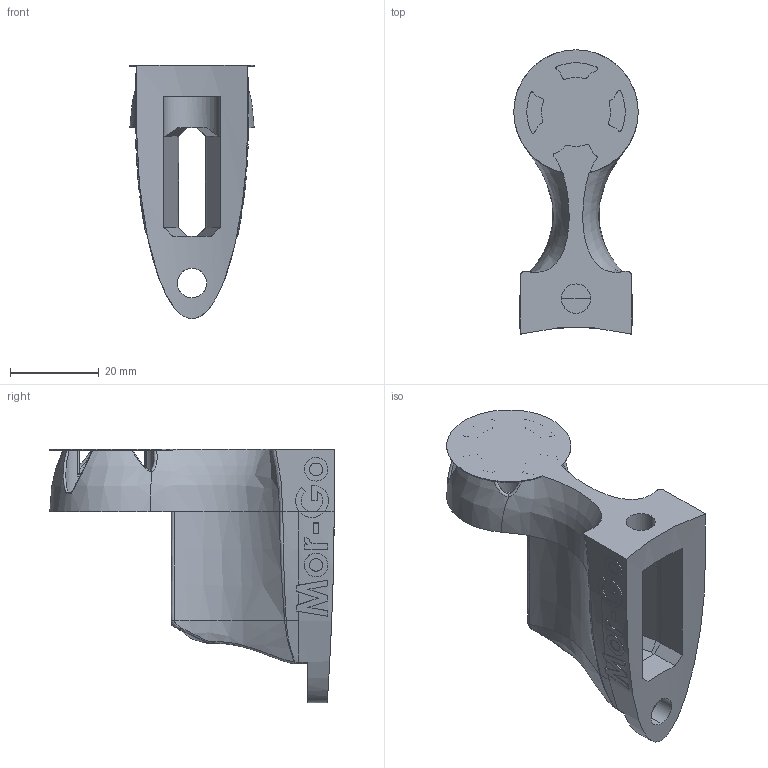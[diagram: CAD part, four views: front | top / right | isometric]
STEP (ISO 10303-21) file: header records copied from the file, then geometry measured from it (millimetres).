
FILE_DESCRIPTION (( 'STEP AP203' ), '1' );
FILE_NAME ('Mor-Go-Pylon-with-supports.STEP', '2017-02-12T05:01:02', ( '' ), ( '' ), 'SwSTEP 2.0', 'SolidWorks 2014', '' );
FILE_SCHEMA (( 'CONFIG_CONTROL_DESIGN' ));
Length unit declared in the file: millimetre
Products named in the file (2): Mor-Go-Pylon-with-supports
Bounding box: 28 x 64 x 57 mm (x, y, z)
Volume: 20989.8 mm3; surface area: 12278 mm2
Topology: 1 solids, 1 shells, 317 faces, 926 edges, 600 vertices
Faces by surface type: bspline 152, plane 112, cylinder 53
Entity records: 21751 total; most frequent: CARTESIAN_POINT 14408, ORIENTED_EDGE 1840, DIRECTION 979, EDGE_CURVE 920, VERTEX_POINT 600, B_SPLINE_CURVE_WITH_KNOTS 416, LINE 343, VECTOR 343
